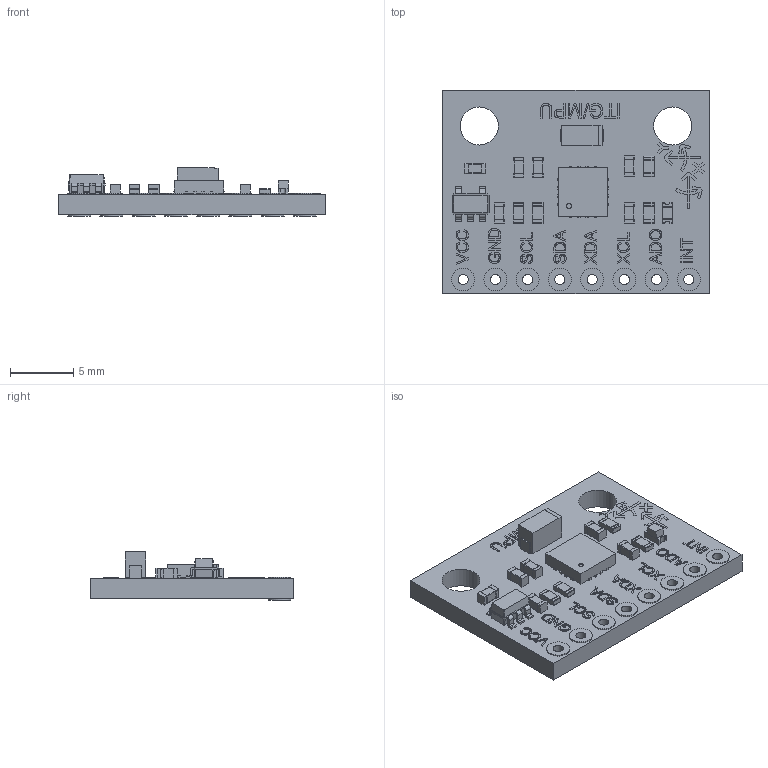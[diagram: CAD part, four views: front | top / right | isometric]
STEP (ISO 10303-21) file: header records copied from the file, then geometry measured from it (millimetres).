
FILE_DESCRIPTION(/* description */ ('FreeCAD Model'),/* implementation_level */ '2;1');
FILE_NAME(/* name */ 'MPU6050 Accelerometer.step',/* time_stamp */ '2025-07-25T17:51:03+05:30',/* author */ (''),/* organization */ (''),/* preprocessor_version */ 'ST-DEVELOPER v20.1',/* originating_system */ 'Autodesk Translation Framework v14.10.0.0',/* authorisation */ '');
FILE_SCHEMA (('AUTOMOTIVE_DESIGN { 1 0 10303 214 3 1 1 }'));
Length unit declared in the file: millimetre
Products named in the file (39): GY_521_MPU6050; PCB; trou1; trou002; trou003; trou004; trou005; trou006; trou007; trou008; Text_X; Symb_Y; Symb_X; Text_Y; Text_VCC; Text_GND; Text_SCL; Text_SDA; Text_XDA; Text_XCL; Text_ADO; Text_INT; R_0603_1608Metric; R_0603_1608Metric001; R_0603_1608Metric002; R_0603_1608Metric003; C_0603_1608Metric; C_0603_1608Metric001; C_0603_1608Metric002; C_0603_1608Metric003; Corps002; #41798; C_0603_1608Metric004; C_0603_1608Metric005; LED_0603_1608Metric_Castellated; QFN_16_1EP_4x4mm_P065mm_EP21x21mm; Text_ITGMPU; SOT_23_5; Corps001
Assembly tree (38 placements, depth 2):
  GY_521_MPU6050
    PCB
    trou1
    trou002
    trou003
    trou004
    trou005
    trou006
    trou007
    trou008
    Text_X
    Symb_Y
    Symb_X
    Text_Y
    Text_VCC
    Text_GND
    Text_SCL
    Text_SDA
    Text_XDA
    Text_XCL
    Text_ADO
    Text_INT
    R_0603_1608Metric
    R_0603_1608Metric001
    R_0603_1608Metric002
    R_0603_1608Metric003
    C_0603_1608Metric
    C_0603_1608Metric001
    C_0603_1608Metric002
    C_0603_1608Metric003
    Corps002
    #41798
    C_0603_1608Metric004
    C_0603_1608Metric005
    LED_0603_1608Metric_Castellated
    QFN_16_1EP_4x4mm_P065mm_EP21x21mm
    Text_ITGMPU
    SOT_23_5
    Corps001
Bounding box: 21 x 16 x 3.8 mm (x, y, z)
Volume: 555.5 mm3; surface area: 1192.4 mm2
Topology: 60 solids, 60 shells, 1287 faces, 3344 edges, 2208 vertices
Faces by surface type: plane 782, bspline 316, cylinder 189
Full cylindrical faces by diameter (mm): 0.4 x1, 0.8 x8, 1 x16, 1.8 x16, 3 x2
Entity records: 41959 total; most frequent: CARTESIAN_POINT 10324, ORIENTED_EDGE 6688, DIRECTION 5170, EDGE_CURVE 3344, LINE 2334, VECTOR 2334, VERTEX_POINT 2208, AXIS2_PLACEMENT_3D 1418
